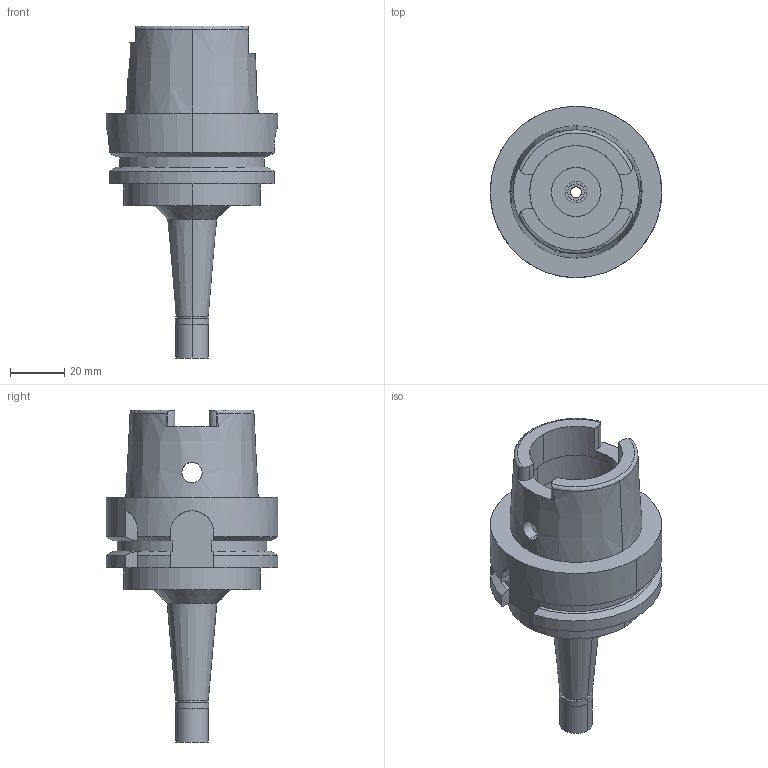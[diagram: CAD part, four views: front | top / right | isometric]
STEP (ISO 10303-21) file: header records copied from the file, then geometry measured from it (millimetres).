
FILE_DESCRIPTION((''),'2;1');
FILE_NAME('HA63MS04090T-040_ASM','2017-10-18T',('ykawabe'),(''),'CREO PARAMETRIC BY PTC INC, 2016380','CREO PARAMETRIC BY PTC INC, 2016380','');
FILE_SCHEMA(('AUTOMOTIVE_DESIGN { 1 0 10303 214 1 1 1 1 }'));
Length unit declared in the file: millimetre
Products named in the file (5): HSK-A63-MEGA4S-90T_1; NBC4S-4AA_1; MGN4S_1; DXF_TEMP_ASSY_ASM_4_ASM; HA63MS04090T-040_ASM
Assembly tree (4 placements, depth 3):
  HA63MS04090T-040_ASM
    DXF_TEMP_ASSY_ASM_4_ASM
      HSK-A63-MEGA4S-90T_1
      NBC4S-4AA_1
      MGN4S_1
Bounding box: 63 x 63 x 122 mm (x, y, z)
Volume: 106553 mm3; surface area: 28599.7 mm2
Topology: 3 solids, 3 shells, 152 faces, 385 edges, 251 vertices
Faces by surface type: cylinder 67, plane 51, cone 30, torus 4
Entity records: 6960 total; most frequent: CARTESIAN_POINT 1129, DIRECTION 876, ORIENTED_EDGE 770, PRESENTATION_STYLE_ASSIGNMENT 393, STYLED_ITEM 393, CURVE_STYLE 390, EDGE_CURVE 385, AXIS2_PLACEMENT_3D 356
